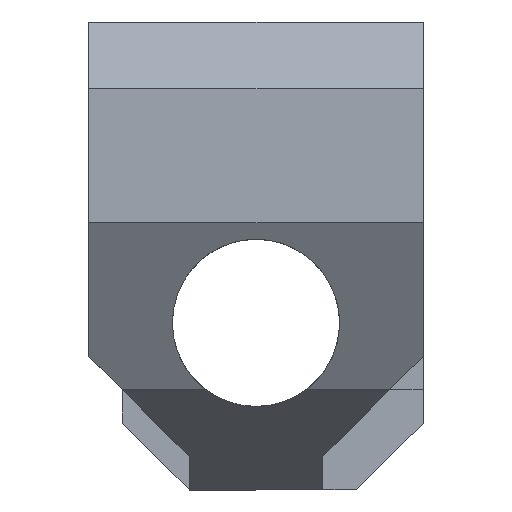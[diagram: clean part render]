
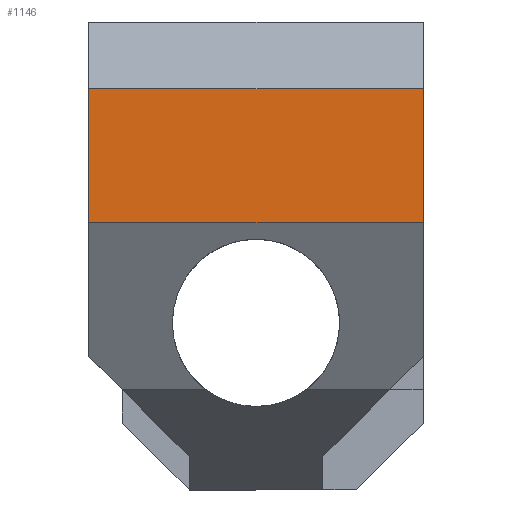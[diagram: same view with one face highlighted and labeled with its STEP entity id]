
A CAD part, left-side view. The second image highlights one B-rep face of the part: STEP entity #1146.
In plain terms, the highlighted planar face has unit normal (-1, 0, 0).
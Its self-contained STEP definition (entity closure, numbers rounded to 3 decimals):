
#103 = ORIENTED_EDGE ( 'NONE', *, *, #2967, .T. ) ;
#366 = FACE_OUTER_BOUND ( 'NONE', #534, .T. ) ;
#480 = ORIENTED_EDGE ( 'NONE', *, *, #1504, .F. ) ;
#534 = EDGE_LOOP ( 'NONE', ( #1454, #480, #1826, #103 ) ) ;
#651 = VECTOR ( 'NONE', #1382, 1000. ) ;
#670 = DIRECTION ( 'NONE',  ( 0., 1., 0. ) ) ;
#851 = DIRECTION ( 'NONE',  ( 0., 0., -1. ) ) ;
#864 = AXIS2_PLACEMENT_3D ( 'NONE', #3073, #2341, #670 ) ;
#1103 = CARTESIAN_POINT ( 'NONE',  ( 0., 0., 7. ) ) ;
#1105 = CARTESIAN_POINT ( 'NONE',  ( 0., -10., 7. ) ) ;
#1111 = VECTOR ( 'NONE', #1445, 1000. ) ;
#1136 = VERTEX_POINT ( 'NONE', #1105 ) ;
#1144 = LINE ( 'NONE', #1448, #651 ) ;
#1146 = ADVANCED_FACE ( 'NONE', ( #366 ), #3054, .F. ) ;
#1272 = VECTOR ( 'NONE', #2285, 1000. ) ;
#1304 = CARTESIAN_POINT ( 'NONE',  ( 0., 0., 14. ) ) ;
#1382 = DIRECTION ( 'NONE',  ( 0., 0., -1. ) ) ;
#1445 = DIRECTION ( 'NONE',  ( 0., 1., 0. ) ) ;
#1448 = CARTESIAN_POINT ( 'NONE',  ( 0., -10., 14. ) ) ;
#1454 = ORIENTED_EDGE ( 'NONE', *, *, #2961, .T. ) ;
#1504 = EDGE_CURVE ( 'NONE', #1136, #1613, #2928, .T. ) ;
#1613 = VERTEX_POINT ( 'NONE', #1103 ) ;
#1818 = LINE ( 'NONE', #1304, #2914 ) ;
#1826 = ORIENTED_EDGE ( 'NONE', *, *, #2679, .F. ) ;
#1854 = CARTESIAN_POINT ( 'NONE',  ( 0., 0., 11. ) ) ;
#2285 = DIRECTION ( 'NONE',  ( 0., 1., 0. ) ) ;
#2341 = DIRECTION ( 'NONE',  ( 1., 0., 0. ) ) ;
#2568 = VERTEX_POINT ( 'NONE', #3177 ) ;
#2661 = CARTESIAN_POINT ( 'NONE',  ( 0., -10., 11. ) ) ;
#2679 = EDGE_CURVE ( 'NONE', #3159, #1136, #1144, .T. ) ;
#2796 = LINE ( 'NONE', #1854, #1272 ) ;
#2914 = VECTOR ( 'NONE', #851, 1000. ) ;
#2928 = LINE ( 'NONE', #3191, #1111 ) ;
#2961 = EDGE_CURVE ( 'NONE', #2568, #1613, #1818, .T. ) ;
#2967 = EDGE_CURVE ( 'NONE', #3159, #2568, #2796, .T. ) ;
#3054 = PLANE ( 'NONE',  #864 ) ;
#3073 = CARTESIAN_POINT ( 'NONE',  ( 0., 0., 14. ) ) ;
#3159 = VERTEX_POINT ( 'NONE', #2661 ) ;
#3177 = CARTESIAN_POINT ( 'NONE',  ( 0., 0., 11. ) ) ;
#3191 = CARTESIAN_POINT ( 'NONE',  ( 0., -3006., 7. ) ) ;
